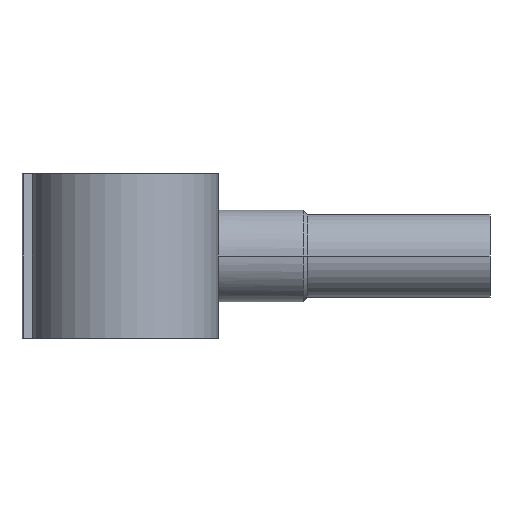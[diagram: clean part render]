
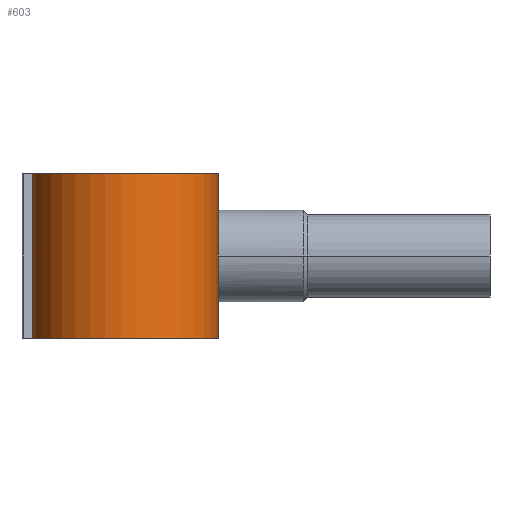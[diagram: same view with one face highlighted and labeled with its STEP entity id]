
A CAD part, front view. The second image highlights one B-rep face of the part: STEP entity #603.
In plain terms, the highlighted cylindrical face has radius 35.767 mm (diameter 71.533 mm), a partial arc.
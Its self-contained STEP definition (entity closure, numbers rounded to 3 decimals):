
#307 = VERTEX_POINT( '', #765 );
#313 = EDGE_CURVE( '', #307, #471, #771, .T. );
#363 = VERTEX_POINT( '', #828 );
#381 = EDGE_CURVE( '', #363, #471, #847, .T. );
#471 = VERTEX_POINT( '', #943 );
#499 = EDGE_CURVE( '', #363, #641, #976, .T. );
#535 = EDGE_CURVE( '', #641, #307, #1017, .T. );
#603 = ADVANCED_FACE( '', ( #1092 ), #1093, .T. );
#641 = VERTEX_POINT( '', #1135 );
#765 = CARTESIAN_POINT( '', ( 35.443, 4.8, -31.5 ) );
#771 = LINE( '', #1344, #1345 );
#828 = CARTESIAN_POINT( '', ( -35.443, -4.8, 31.5 ) );
#847 = CIRCLE( '', #1511, 35.767 );
#943 = CARTESIAN_POINT( '', ( 35.443, 4.8, 31.5 ) );
#976 = LINE( '', #1808, #1809 );
#1017 = CIRCLE( '', #1861, 35.767 );
#1092 = FACE_OUTER_BOUND( '', #1959, .T. );
#1093 = CYLINDRICAL_SURFACE( '', #1960, 35.767 );
#1135 = CARTESIAN_POINT( '', ( -35.443, -4.8, -31.5 ) );
#1344 = CARTESIAN_POINT( '', ( 35.443, 4.8, 31.5 ) );
#1345 = VECTOR( '', #2325, 1. );
#1511 = AXIS2_PLACEMENT_3D( '', #2415, #2416, #2417 );
#1808 = CARTESIAN_POINT( '', ( -35.443, -4.8, 31.5 ) );
#1809 = VECTOR( '', #2580, 1. );
#1861 = AXIS2_PLACEMENT_3D( '', #2633, #2634, #2635 );
#1959 = EDGE_LOOP( '', ( #2714, #2715, #2716, #2717 ) );
#1960 = AXIS2_PLACEMENT_3D( '', #2718, #2719, #2720 );
#2325 = DIRECTION( '', ( 0., 0., 1. ) );
#2415 = CARTESIAN_POINT( '', ( 0., 0., 31.5 ) );
#2416 = DIRECTION( '', ( 0., 0., 1. ) );
#2417 = DIRECTION( '', ( -0.991, -0.134, 0. ) );
#2580 = DIRECTION( '', ( 0., 0., -1. ) );
#2633 = CARTESIAN_POINT( '', ( 0., 0., -31.5 ) );
#2634 = DIRECTION( '', ( 0., 0., 1. ) );
#2635 = DIRECTION( '', ( -0.991, -0.134, 0. ) );
#2714 = ORIENTED_EDGE( '', *, *, #313, .T. );
#2715 = ORIENTED_EDGE( '', *, *, #381, .F. );
#2716 = ORIENTED_EDGE( '', *, *, #499, .T. );
#2717 = ORIENTED_EDGE( '', *, *, #535, .T. );
#2718 = CARTESIAN_POINT( '', ( 0., 0., 31.5 ) );
#2719 = DIRECTION( '', ( 0., 0., 1. ) );
#2720 = DIRECTION( '', ( -0.991, -0.134, 0. ) );
